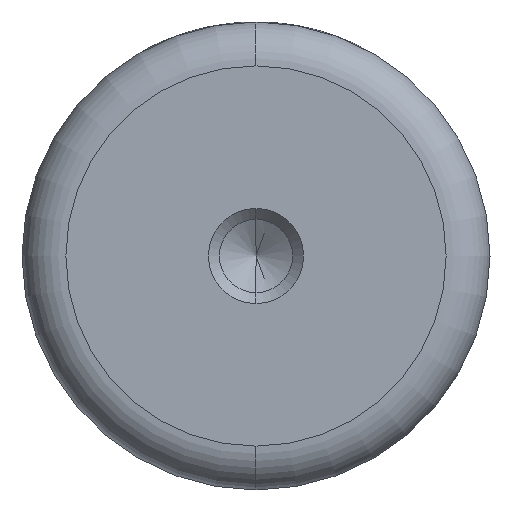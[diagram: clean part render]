
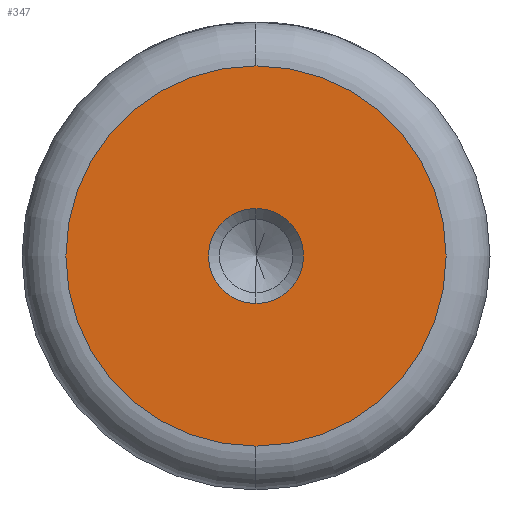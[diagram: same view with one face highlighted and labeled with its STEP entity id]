
A CAD part, left-side view. The second image highlights one B-rep face of the part: STEP entity #347.
In plain terms, the highlighted planar face has unit normal (-1, 0, 0).
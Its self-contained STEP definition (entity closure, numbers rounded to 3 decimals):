
#3 = DIRECTION ( 'NONE',  ( -1., 0., 0. ) ) ;
#14 = CARTESIAN_POINT ( 'NONE',  ( 0., 0., 0. ) ) ;
#100 = DIRECTION ( 'NONE',  ( 0., 0., 1. ) ) ;
#143 = EDGE_CURVE ( 'NONE', #1283, #1019, #193, .T. ) ;
#144 = PLANE ( 'NONE',  #452 ) ;
#193 = CIRCLE ( 'NONE', #272, 3.25 ) ;
#204 = VERTEX_POINT ( 'NONE', #563 ) ;
#221 = AXIS2_PLACEMENT_3D ( 'NONE', #694, #3, #793 ) ;
#262 = DIRECTION ( 'NONE',  ( 0., 0., 1. ) ) ;
#272 = AXIS2_PLACEMENT_3D ( 'NONE', #1426, #771, #100 ) ;
#282 = CARTESIAN_POINT ( 'NONE',  ( 0., 0., 0. ) ) ;
#334 = CARTESIAN_POINT ( 'NONE',  ( 0., 0., -3.25 ) ) ;
#335 = FACE_BOUND ( 'NONE', #343, .T. ) ;
#343 = EDGE_LOOP ( 'NONE', ( #1208, #562 ) ) ;
#347 = ADVANCED_FACE ( 'NONE', ( #335, #1405 ), #144, .T. ) ;
#387 = EDGE_CURVE ( 'NONE', #1095, #204, #874, .T. ) ;
#398 = DIRECTION ( 'NONE',  ( 0., 0., 1. ) ) ;
#452 = AXIS2_PLACEMENT_3D ( 'NONE', #14, #921, #262 ) ;
#535 = AXIS2_PLACEMENT_3D ( 'NONE', #282, #1042, #398 ) ;
#555 = DIRECTION ( 'NONE',  ( -1., 0., 0. ) ) ;
#562 = ORIENTED_EDGE ( 'NONE', *, *, #1051, .F. ) ;
#563 = CARTESIAN_POINT ( 'NONE',  ( 0., 0., 13. ) ) ;
#631 = AXIS2_PLACEMENT_3D ( 'NONE', #1204, #555, #1313 ) ;
#694 = CARTESIAN_POINT ( 'NONE',  ( 0., 0., 0. ) ) ;
#726 = CIRCLE ( 'NONE', #631, 3.25 ) ;
#771 = DIRECTION ( 'NONE',  ( -1., 0., 0. ) ) ;
#793 = DIRECTION ( 'NONE',  ( 0., 0., 1. ) ) ;
#863 = ORIENTED_EDGE ( 'NONE', *, *, #1297, .T. ) ;
#874 = CIRCLE ( 'NONE', #535, 13. ) ;
#903 = CARTESIAN_POINT ( 'NONE',  ( 0., 0., 3.25 ) ) ;
#921 = DIRECTION ( 'NONE',  ( -1., 0., 0. ) ) ;
#979 = EDGE_LOOP ( 'NONE', ( #863, #1395 ) ) ;
#990 = CARTESIAN_POINT ( 'NONE',  ( 0., 0., -13. ) ) ;
#1019 = VERTEX_POINT ( 'NONE', #334 ) ;
#1042 = DIRECTION ( 'NONE',  ( -1., 0., 0. ) ) ;
#1051 = EDGE_CURVE ( 'NONE', #1019, #1283, #726, .T. ) ;
#1083 = CIRCLE ( 'NONE', #221, 13. ) ;
#1095 = VERTEX_POINT ( 'NONE', #990 ) ;
#1204 = CARTESIAN_POINT ( 'NONE',  ( 0., 0., 0. ) ) ;
#1208 = ORIENTED_EDGE ( 'NONE', *, *, #143, .F. ) ;
#1283 = VERTEX_POINT ( 'NONE', #903 ) ;
#1297 = EDGE_CURVE ( 'NONE', #204, #1095, #1083, .T. ) ;
#1313 = DIRECTION ( 'NONE',  ( 0., 0., 1. ) ) ;
#1395 = ORIENTED_EDGE ( 'NONE', *, *, #387, .T. ) ;
#1405 = FACE_OUTER_BOUND ( 'NONE', #979, .T. ) ;
#1426 = CARTESIAN_POINT ( 'NONE',  ( 0., 0., 0. ) ) ;
